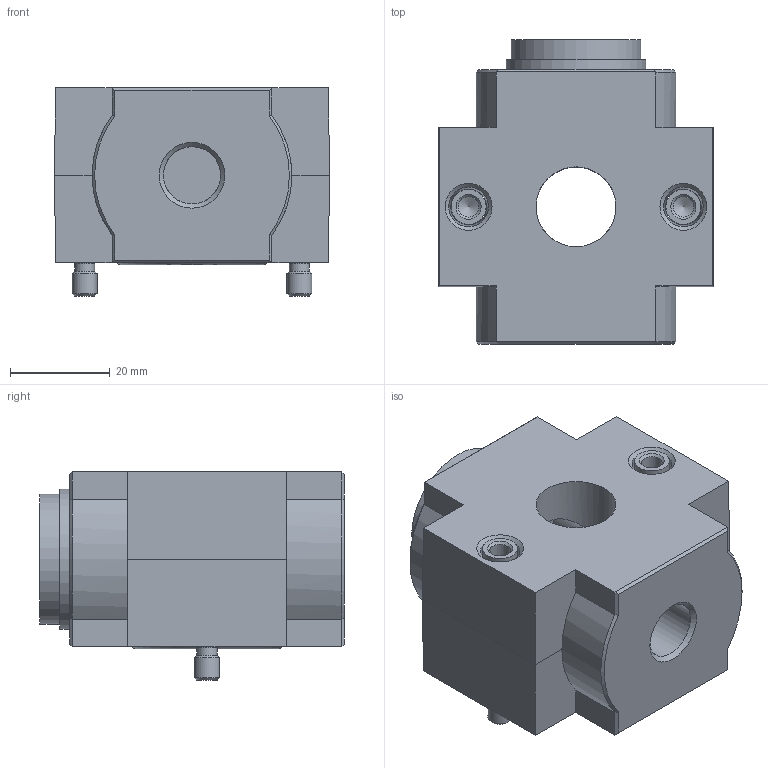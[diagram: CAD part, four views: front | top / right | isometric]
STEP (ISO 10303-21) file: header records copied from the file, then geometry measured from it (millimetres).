
FILE_DESCRIPTION(/* description */ ('STEP AP214'),/* implementation_level */ '2;1');
FILE_NAME(/* name */ '159592_FRZ-D-MIDI',/* time_stamp */ '2024-08-21T09:16:33+02:00',/* author */ ('License CC BY-ND 4.0'),/* organization */ ('CADENAS'),/* preprocessor_version */ 'ST-DEVELOPER v19.3',/* originating_system */ 'PARTsolutions',/* authorisation */ ' ');
FILE_SCHEMA (('AUTOMOTIVE_DESIGN {1 0 10303 214 3 1 1}'));
Length unit declared in the file: millimetre
Products named in the file (6): 159592 FRZ-D-MIDI; 733297 FRZ-D-MIDI; DIN-908 G1/2A; 2226 O-1/2; 351359 FRZ-D-MIDI; 200950 FRZ-MIDI-O-RING
Assembly tree (6 placements, depth 2):
  159592 FRZ-D-MIDI
    733297 FRZ-D-MIDI
    DIN-908 G1/2A
    2226 O-1/2
    351359 FRZ-D-MIDI  x2
    200950 FRZ-MIDI-O-RING
Bounding box: 55 x 61 x 41.7 mm (x, y, z)
Volume: 80721.2 mm3; surface area: 23319.8 mm2
Topology: 6 solids, 6 shells, 116 faces, 256 edges, 156 vertices
Faces by surface type: plane 57, cone 34, cylinder 22, torus 3
Full cylindrical faces by diameter (mm): 4.019 x2, 4.134 x2, 5 x2, 7 x2, 11.445 x1, 12.4 x1, 16 x1, 18.631 x1, 20.955 x1, 21 x1, 26 x1, 26.4 x1, 28 x1, 30.8 x1
Entity records: 2898 total; most frequent: CARTESIAN_POINT 548, DIRECTION 466, ORIENTED_EDGE 388, EDGE_CURVE 194, AXIS2_PLACEMENT_3D 180, FACE_BOUND 157, EDGE_LOOP 154, VERTEX_POINT 141
